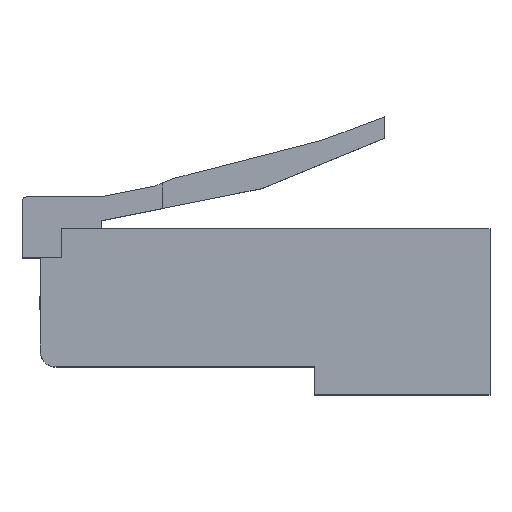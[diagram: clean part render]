
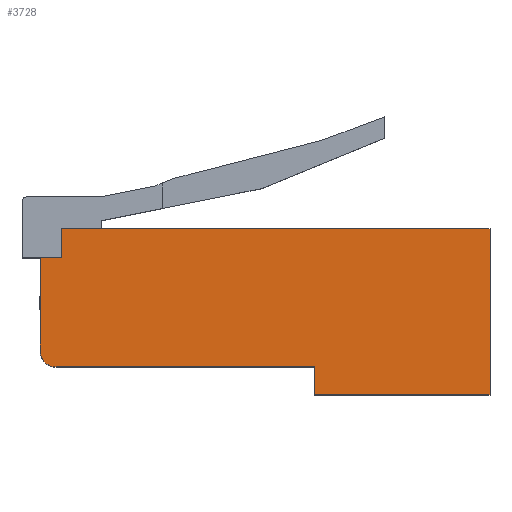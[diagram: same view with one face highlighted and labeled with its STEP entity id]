
A CAD part, top view. The second image highlights one B-rep face of the part: STEP entity #3728.
In plain terms, the highlighted planar face has unit normal (0, 0, 1).
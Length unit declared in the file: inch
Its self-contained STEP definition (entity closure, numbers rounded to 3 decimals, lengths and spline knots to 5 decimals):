
#73 = CARTESIAN_POINT ( 'NONE',  ( -0.4225, 0.101, 0.23 ) ) ;
#74 = DIRECTION ( 'NONE',  ( 0., -1., 0. ) ) ;
#75 = VECTOR ( 'NONE', #74, 39.37008 ) ;
#76 = CARTESIAN_POINT ( 'NONE',  ( -0.4225, -0.104, 0.23 ) ) ;
#77 = LINE ( 'NONE', #76, #75 ) ;
#78 = CARTESIAN_POINT ( 'NONE',  ( -0.4225, -0.074, 0.23 ) ) ;
#1041 = DIRECTION ( 'NONE',  ( 0., -1., 0. ) ) ;
#1042 = VECTOR ( 'NONE', #1041, 39.37008 ) ;
#1043 = CARTESIAN_POINT ( 'NONE',  ( -0.3825, 0.156, 0.23 ) ) ;
#1044 = LINE ( 'NONE', #1043, #1042 ) ;
#1051 = CARTESIAN_POINT ( 'NONE',  ( 0.0935, -0.104, 0.23 ) ) ;
#1085 = CARTESIAN_POINT ( 'NONE',  ( -0.3925, -0.104, 0.23 ) ) ;
#1086 = DIRECTION ( 'NONE',  ( 1., 0., 0. ) ) ;
#1087 = VECTOR ( 'NONE', #1086, 39.37008 ) ;
#1088 = CARTESIAN_POINT ( 'NONE',  ( 0.0935, -0.104, 0.23 ) ) ;
#1089 = LINE ( 'NONE', #1088, #1087 ) ;
#1096 = CARTESIAN_POINT ( 'NONE',  ( -0.3825, 0.156, 0.23 ) ) ;
#1198 = CARTESIAN_POINT ( 'NONE',  ( -0.3825, 0.101, 0.23 ) ) ;
#1207 = DIRECTION ( 'NONE',  ( -1., 0., 0. ) ) ;
#1208 = VECTOR ( 'NONE', #1207, 39.37008 ) ;
#1209 = CARTESIAN_POINT ( 'NONE',  ( -0.4225, 0.101, 0.23 ) ) ;
#1210 = LINE ( 'NONE', #1209, #1208 ) ;
#1315 = DIRECTION ( 'NONE',  ( -1., 0., 0. ) ) ;
#1316 = VECTOR ( 'NONE', #1315, 39.37008 ) ;
#1317 = CARTESIAN_POINT ( 'NONE',  ( -0.3825, 0.156, 0.23 ) ) ;
#1318 = LINE ( 'NONE', #1317, #1316 ) ;
#1351 = DIRECTION ( 'NONE',  ( 0., 1., 0. ) ) ;
#1352 = VECTOR ( 'NONE', #1351, 39.37008 ) ;
#1353 = CARTESIAN_POINT ( 'NONE',  ( 0.4225, 0.156, 0.23 ) ) ;
#1354 = LINE ( 'NONE', #1353, #1352 ) ;
#1380 = DIRECTION ( 'NONE',  ( 1., 0., 0. ) ) ;
#1381 = VECTOR ( 'NONE', #1380, 39.37008 ) ;
#1382 = CARTESIAN_POINT ( 'NONE',  ( 0.4225, -0.156, 0.23 ) ) ;
#1383 = LINE ( 'NONE', #1382, #1381 ) ;
#1394 = CARTESIAN_POINT ( 'NONE',  ( 0.4225, -0.156, 0.23 ) ) ;
#1401 = CARTESIAN_POINT ( 'NONE',  ( 0.4225, 0.156, 0.23 ) ) ;
#1455 = DIRECTION ( 'NONE',  ( 1., 0., 0. ) ) ;
#1456 = DIRECTION ( 'NONE',  ( 0., 0., 1. ) ) ;
#1457 = CARTESIAN_POINT ( 'NONE',  ( -0.3825, 0.101, 0.23 ) ) ;
#1458 = AXIS2_PLACEMENT_3D ( 'NONE', #1457, #1456, #1455 ) ;
#1459 = PLANE ( 'NONE',  #1458 ) ;
#1460 = FACE_OUTER_BOUND ( 'NONE', #3725, .T. ) ;
#1506 = LINE ( 'NONE', #1571, #1570 ) ;
#1511 = CARTESIAN_POINT ( 'NONE',  ( 0.0935, -0.156, 0.23 ) ) ;
#1569 = DIRECTION ( 'NONE',  ( 0., -1., 0. ) ) ;
#1570 = VECTOR ( 'NONE', #1569, 39.37008 ) ;
#1571 = CARTESIAN_POINT ( 'NONE',  ( 0.0935, -0.156, 0.23 ) ) ;
#1641 = CARTESIAN_POINT ( 'NONE',  ( -0.3925, -0.074, 0.23 ) ) ;
#1648 = DIRECTION ( 'NONE',  ( 1., 0., 0. ) ) ;
#1649 = DIRECTION ( 'NONE',  ( 0., 0., 1. ) ) ;
#1650 = AXIS2_PLACEMENT_3D ( 'NONE', #1641, #1649, #1648 ) ;
#1651 = CIRCLE ( 'NONE', #1650, 0.03 ) ;
#2973 = VERTEX_POINT ( 'NONE', #78 ) ;
#2975 = EDGE_CURVE ( 'NONE', #2976, #2973, #77, .T. ) ;
#2976 = VERTEX_POINT ( 'NONE', #73 ) ;
#3487 = VERTEX_POINT ( 'NONE', #1051 ) ;
#3493 = EDGE_CURVE ( 'NONE', #3523, #3576, #1044, .T. ) ;
#3500 = EDGE_CURVE ( 'NONE', #3501, #3487, #1089, .T. ) ;
#3501 = VERTEX_POINT ( 'NONE', #1085 ) ;
#3523 = VERTEX_POINT ( 'NONE', #1096 ) ;
#3573 = EDGE_CURVE ( 'NONE', #3576, #2976, #1210, .T. ) ;
#3576 = VERTEX_POINT ( 'NONE', #1198 ) ;
#3662 = EDGE_CURVE ( 'NONE', #3682, #3523, #1318, .T. ) ;
#3673 = EDGE_CURVE ( 'NONE', #3686, #3682, #1354, .T. ) ;
#3682 = VERTEX_POINT ( 'NONE', #1401 ) ;
#3686 = VERTEX_POINT ( 'NONE', #1394 ) ;
#3696 = EDGE_CURVE ( 'NONE', #3771, #3686, #1383, .T. ) ;
#3725 = EDGE_LOOP ( 'NONE', ( #3782, #3846, #3848, #3849, #3803, #3804, #3805, #3806, #3880 ) ) ;
#3728 = ADVANCED_FACE ( 'NONE', ( #1460 ), #1459, .T. ) ;
#3771 = VERTEX_POINT ( 'NONE', #1511 ) ;
#3773 = EDGE_CURVE ( 'NONE', #3487, #3771, #1506, .T. ) ;
#3782 = ORIENTED_EDGE ( 'NONE', *, *, #2975, .T. ) ;
#3803 = ORIENTED_EDGE ( 'NONE', *, *, #3696, .T. ) ;
#3804 = ORIENTED_EDGE ( 'NONE', *, *, #3673, .T. ) ;
#3805 = ORIENTED_EDGE ( 'NONE', *, *, #3662, .T. ) ;
#3806 = ORIENTED_EDGE ( 'NONE', *, *, #3493, .T. ) ;
#3846 = ORIENTED_EDGE ( 'NONE', *, *, #3847, .T. ) ;
#3847 = EDGE_CURVE ( 'NONE', #2973, #3501, #1651, .T. ) ;
#3848 = ORIENTED_EDGE ( 'NONE', *, *, #3500, .T. ) ;
#3849 = ORIENTED_EDGE ( 'NONE', *, *, #3773, .T. ) ;
#3880 = ORIENTED_EDGE ( 'NONE', *, *, #3573, .T. ) ;
